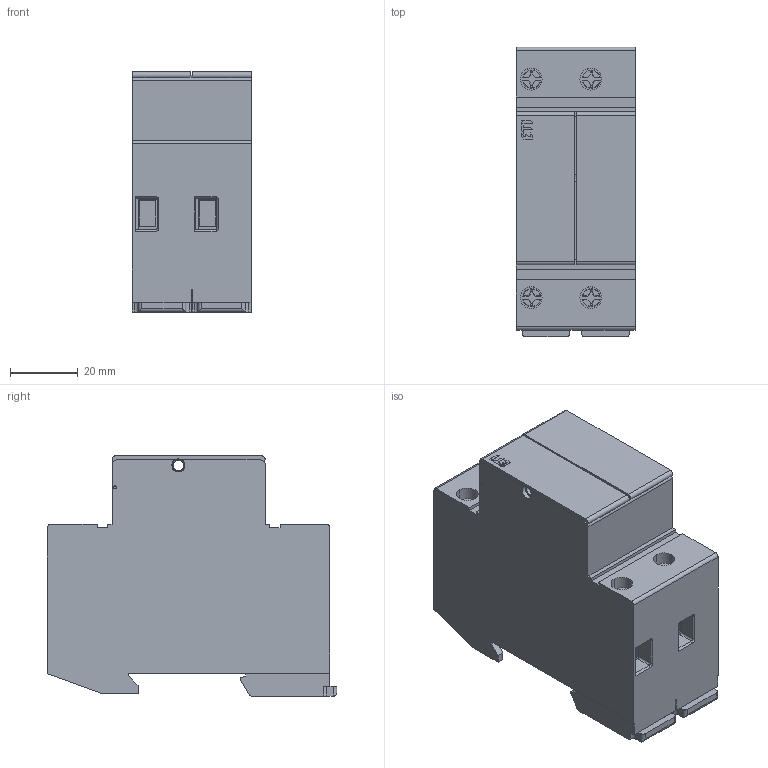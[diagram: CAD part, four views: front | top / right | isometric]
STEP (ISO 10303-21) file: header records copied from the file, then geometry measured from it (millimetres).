
FILE_DESCRIPTION((''),'2;1');
FILE_NAME('PCF10_2P_ETI','2017-09-20T',('matic.bajda'),('Audax d.o.o.'),'CREO PARAMETRIC BY PTC INC, 2016260','CREO PARAMETRIC BY PTC INC, 2016260','');
FILE_SCHEMA(('AUTOMOTIVE_DESIGN { 1 0 10303 214 1 1 1 1 }'));
Length unit declared in the file: millimetre
Products named in the file (1): PCF10_2P_ETI
Bounding box: 35.3 x 85.31 x 70.8 mm (x, y, z)
Volume: 161629.9 mm3; surface area: 25814.9 mm2
Topology: 1 solids, 1 shells, 1049 faces, 2825 edges, 1856 vertices
Faces by surface type: plane 750, cylinder 137, bspline 136, cone 24, torus 2
Entity records: 50335 total; most frequent: CARTESIAN_POINT 15766, ORIENTED_EDGE 5650, DIRECTION 4721, PRESENTATION_STYLE_ASSIGNMENT 2829, STYLED_ITEM 2826, CURVE_STYLE 2825, EDGE_CURVE 2825, VECTOR 2259
